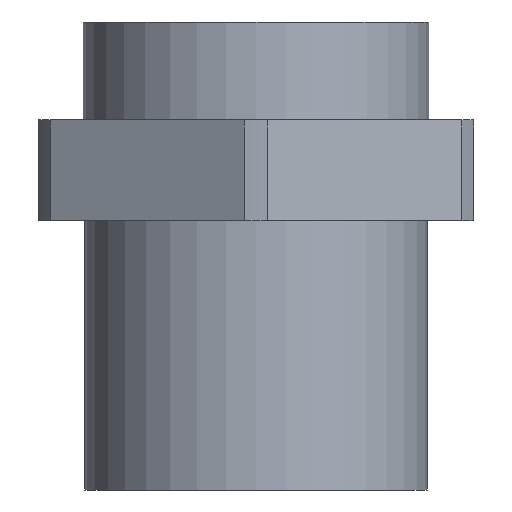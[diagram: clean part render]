
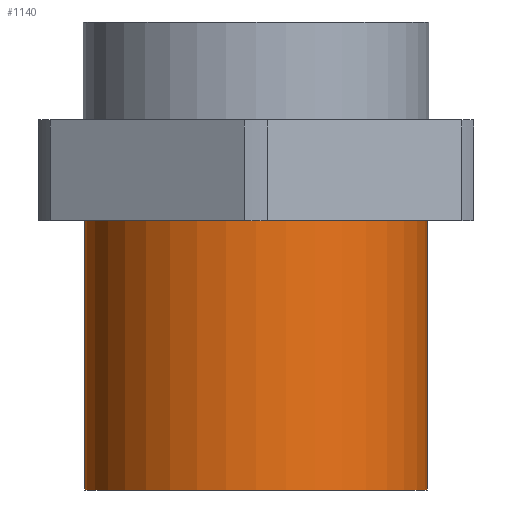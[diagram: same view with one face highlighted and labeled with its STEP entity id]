
A CAD part, front view. The second image highlights one B-rep face of the part: STEP entity #1140.
In plain terms, the highlighted cylindrical face has radius 31.5 mm (diameter 63 mm), a partial arc.
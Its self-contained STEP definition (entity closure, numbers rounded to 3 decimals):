
#21 = CARTESIAN_POINT ( 'NONE',  ( 0., 0., 0. ) ) ;
#25 = EDGE_CURVE ( 'NONE', #729, #1411, #336, .T. ) ;
#45 = EDGE_CURVE ( 'NONE', #729, #606, #993, .T. ) ;
#94 = EDGE_CURVE ( 'NONE', #606, #651, #218, .T. ) ;
#117 = CARTESIAN_POINT ( 'NONE',  ( 0., 0., -36.5 ) ) ;
#210 = DIRECTION ( 'NONE',  ( 1., 0., 0. ) ) ;
#218 = CIRCLE ( 'NONE', #1098, 31.5 ) ;
#336 = CIRCLE ( 'NONE', #1226, 31.5 ) ;
#443 = FACE_OUTER_BOUND ( 'NONE', #447, .T. ) ;
#447 = EDGE_LOOP ( 'NONE', ( #653, #1348, #943, #1434 ) ) ;
#449 = DIRECTION ( 'NONE',  ( 0., 0., 1. ) ) ;
#484 = AXIS2_PLACEMENT_3D ( 'NONE', #21, #449, #889 ) ;
#506 = VECTOR ( 'NONE', #766, 1000. ) ;
#582 = DIRECTION ( 'NONE',  ( 0., 0., 1. ) ) ;
#606 = VERTEX_POINT ( 'NONE', #1392 ) ;
#651 = VERTEX_POINT ( 'NONE', #1061 ) ;
#653 = ORIENTED_EDGE ( 'NONE', *, *, #45, .F. ) ;
#674 = DIRECTION ( 'NONE',  ( 1., 0., 0. ) ) ;
#729 = VERTEX_POINT ( 'NONE', #850 ) ;
#766 = DIRECTION ( 'NONE',  ( 0., 0., 1. ) ) ;
#772 = CYLINDRICAL_SURFACE ( 'NONE', #484, 31.5 ) ;
#805 = VECTOR ( 'NONE', #1384, 1000. ) ;
#850 = CARTESIAN_POINT ( 'NONE',  ( -31.5, 0., -86. ) ) ;
#862 = CARTESIAN_POINT ( 'NONE',  ( 0., 0., -86. ) ) ;
#889 = DIRECTION ( 'NONE',  ( 1., 0., 0. ) ) ;
#929 = CARTESIAN_POINT ( 'NONE',  ( 31.5, 0., 0. ) ) ;
#943 = ORIENTED_EDGE ( 'NONE', *, *, #1278, .T. ) ;
#993 = LINE ( 'NONE', #1338, #506 ) ;
#1061 = CARTESIAN_POINT ( 'NONE',  ( 31.5, 0., -36.5 ) ) ;
#1098 = AXIS2_PLACEMENT_3D ( 'NONE', #117, #582, #674 ) ;
#1140 = ADVANCED_FACE ( 'NONE', ( #443 ), #772, .T. ) ;
#1226 = AXIS2_PLACEMENT_3D ( 'NONE', #862, #1321, #210 ) ;
#1278 = EDGE_CURVE ( 'NONE', #1411, #651, #1292, .T. ) ;
#1292 = LINE ( 'NONE', #929, #805 ) ;
#1321 = DIRECTION ( 'NONE',  ( 0., 0., 1. ) ) ;
#1338 = CARTESIAN_POINT ( 'NONE',  ( -31.5, 0., 0. ) ) ;
#1348 = ORIENTED_EDGE ( 'NONE', *, *, #25, .T. ) ;
#1384 = DIRECTION ( 'NONE',  ( 0., 0., 1. ) ) ;
#1392 = CARTESIAN_POINT ( 'NONE',  ( -31.5, 0., -36.5 ) ) ;
#1402 = CARTESIAN_POINT ( 'NONE',  ( 31.5, 0., -86. ) ) ;
#1411 = VERTEX_POINT ( 'NONE', #1402 ) ;
#1434 = ORIENTED_EDGE ( 'NONE', *, *, #94, .F. ) ;
